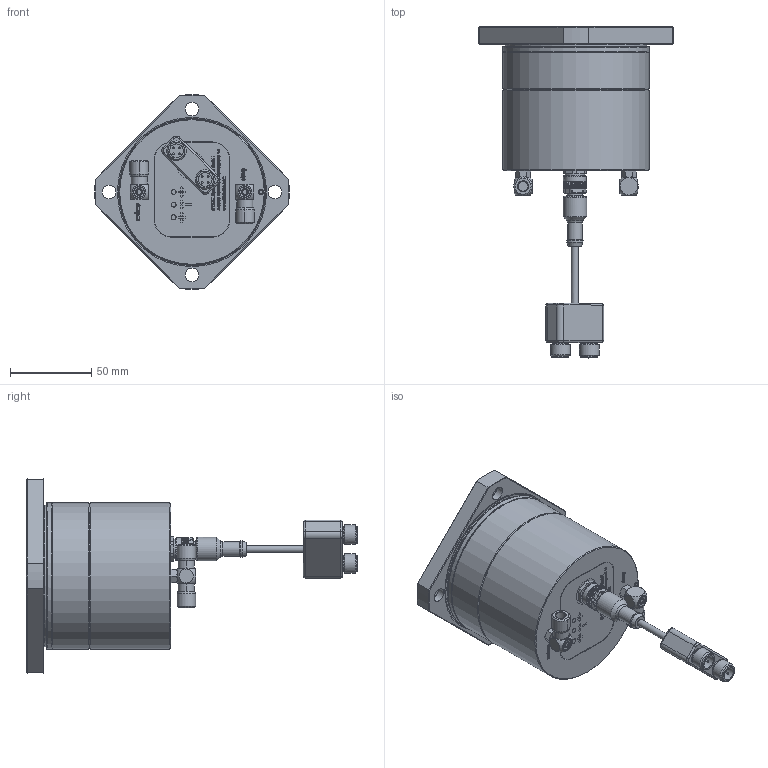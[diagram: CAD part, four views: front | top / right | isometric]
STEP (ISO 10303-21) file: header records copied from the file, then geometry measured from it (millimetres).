
FILE_DESCRIPTION (( 'STEP AP214' ), '1' );
FILE_NAME ('STARK_9000 022_A.STEP', '2019-07-12T08:59:18', ( '' ), ( '' ), 'SwSTEP 2.0', 'SolidWorks 2017', '' );
FILE_SCHEMA (( 'AUTOMOTIVE_DESIGN' ));
Length unit declared in the file: millimetre
Products named in the file (1): STARK_9000 022_A
Bounding box: 119.38 x 203.7 x 119.38 mm (x, y, z)
Volume: 649188.4 mm3; surface area: 63673.7 mm2
Topology: 1 solids, 9 shells, 3465 faces, 9136 edges, 6029 vertices
Faces by surface type: plane 1874, bspline 1115, cylinder 286, cone 162, torus 24, sphere 4
Full cylindrical faces by diameter (mm): 1 x13, 1.1 x5, 2.1 x2, 3 x3, 4.3 x1, 5.2 x16, 6 x1, 8.2 x1, 8.3 x1, 8.35 x2, 8.5 x4, 9 x1, 9.2 x1, 10 x1, 10.4 x4, 10.5 x1, 11.1 x1, 12 x4, 12.05 x1, 12.4 x1, 14 x1, 14.5 x1, 15 x4, 17 x1, 19.387 x1, 21.6 x1, 24 x1, 27.5 x1, 28.3 x1, 32.6 x1
Entity records: 188951 total; most frequent: CARTESIAN_POINT 93287, ORIENTED_EDGE 17760, DIRECTION 11224, EDGE_CURVE 8880, VERTEX_POINT 5941, VECTOR 5606, LINE 5606, EDGE_LOOP 3999
